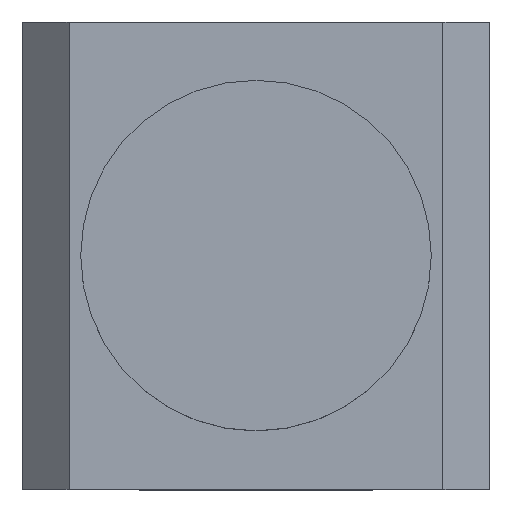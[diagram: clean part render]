
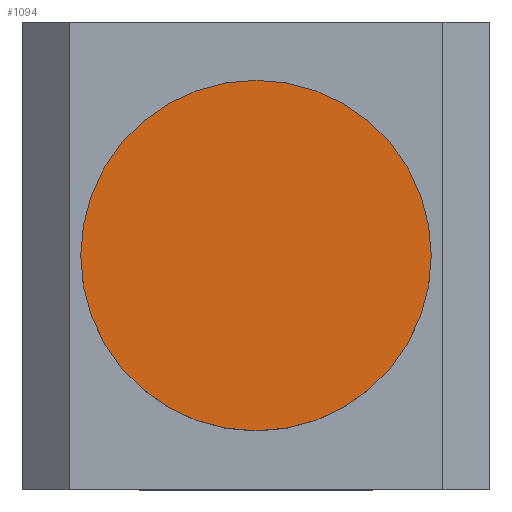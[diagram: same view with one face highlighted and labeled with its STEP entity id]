
A CAD part, top view. The second image highlights one B-rep face of the part: STEP entity #1094.
In plain terms, the highlighted planar face has unit normal (0, 0, 1).
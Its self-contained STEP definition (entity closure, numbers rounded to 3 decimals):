
#1014 = EDGE_CURVE('',#1015,#1015,#1017,.T.);
#1015 = VERTEX_POINT('',#1016);
#1016 = CARTESIAN_POINT('',(-86.613,-47.469,
    300.014));
#1017 = SURFACE_CURVE('',#1018,(#1023,#1034),.PCURVE_S1.);
#1018 = CIRCLE('',#1019,7.5);
#1019 = AXIS2_PLACEMENT_3D('',#1020,#1021,#1022);
#1020 = CARTESIAN_POINT('',(-79.113,-47.469,
    300.014));
#1021 = DIRECTION('',(0.,0.,-1.));
#1022 = DIRECTION('',(1.,0.,0.));
#1023 = PCURVE('',#1024,#1029);
#1024 = CYLINDRICAL_SURFACE('',#1025,7.5);
#1025 = AXIS2_PLACEMENT_3D('',#1026,#1027,#1028);
#1026 = CARTESIAN_POINT('',(-79.113,-47.469,
    297.014));
#1027 = DIRECTION('',(0.,0.,1.));
#1028 = DIRECTION('',(1.,0.,0.));
#1029 = DEFINITIONAL_REPRESENTATION('',(#1030),#1033);
#1030 = B_SPLINE_CURVE_WITH_KNOTS('',1,(#1031,#1032),.UNSPECIFIED.,.F.,
  .F.,(2,2),(3.142,9.425),.PIECEWISE_BEZIER_KNOTS.);
#1031 = CARTESIAN_POINT('',(9.425,3.));
#1032 = CARTESIAN_POINT('',(3.142,3.));
#1033 = ( GEOMETRIC_REPRESENTATION_CONTEXT(2) 
PARAMETRIC_REPRESENTATION_CONTEXT() REPRESENTATION_CONTEXT('2D SPACE',''
  ) );
#1034 = PCURVE('',#1035,#1040);
#1035 = PLANE('',#1036);
#1036 = AXIS2_PLACEMENT_3D('',#1037,#1038,#1039);
#1037 = CARTESIAN_POINT('',(-79.113,-47.469,
    300.014));
#1038 = DIRECTION('',(0.,0.,-1.));
#1039 = DIRECTION('',(0.,-1.,0.));
#1040 = DEFINITIONAL_REPRESENTATION('',(#1041),#1045);
#1041 = CIRCLE('',#1042,7.5);
#1042 = AXIS2_PLACEMENT_2D('',#1043,#1044);
#1043 = CARTESIAN_POINT('',(0.,0.));
#1044 = DIRECTION('',(0.,-1.));
#1045 = ( GEOMETRIC_REPRESENTATION_CONTEXT(2) 
PARAMETRIC_REPRESENTATION_CONTEXT() REPRESENTATION_CONTEXT('2D SPACE',''
  ) );
#1094 = ADVANCED_FACE('',(#1095),#1035,.F.);
#1095 = FACE_BOUND('',#1096,.T.);
#1096 = EDGE_LOOP('',(#1097));
#1097 = ORIENTED_EDGE('',*,*,#1014,.F.);
